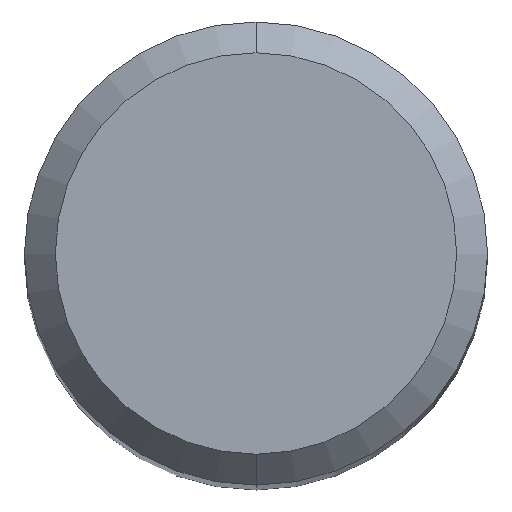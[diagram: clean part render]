
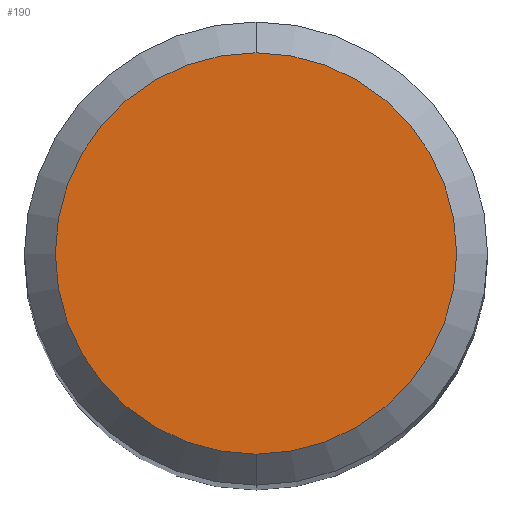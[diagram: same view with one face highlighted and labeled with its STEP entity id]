
A CAD part, top view. The second image highlights one B-rep face of the part: STEP entity #190.
In plain terms, the highlighted planar face has unit normal (0, 0, 1).
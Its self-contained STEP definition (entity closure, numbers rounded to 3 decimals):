
#114=VERTEX_POINT('',#281);
#180=VERTEX_POINT('',#356);
#190=ADVANCED_FACE('',(#366),#367,.T.);
#194=EDGE_CURVE('',#180,#114,#371,.T.);
#202=EDGE_CURVE('',#114,#180,#381,.T.);
#281=CARTESIAN_POINT('',(0.0,2.6,0.0));
#356=CARTESIAN_POINT('',(0.,-2.6,0.0));
#366=FACE_OUTER_BOUND('',#567,.T.);
#367=PLANE('',#568);
#371=CIRCLE('',#573,2.6);
#381=CIRCLE('',#585,2.6);
#567=EDGE_LOOP('',(#777,#778));
#568=AXIS2_PLACEMENT_3D('',#779,#780,#781);
#573=AXIS2_PLACEMENT_3D('',#782,#783,#784);
#585=AXIS2_PLACEMENT_3D('',#801,#802,#803);
#777=ORIENTED_EDGE('',*,*,#202,.F.);
#778=ORIENTED_EDGE('',*,*,#194,.F.);
#779=CARTESIAN_POINT('',(0.0,1.3,0.0));
#780=DIRECTION('',(-0.0,0.0,1.0));
#781=DIRECTION('',(0.0,-1.0,0.0));
#782=CARTESIAN_POINT('',(0.0,0.0,0.0));
#783=DIRECTION('',(0.0,0.0,-1.0));
#784=DIRECTION('',(0.0,1.0,0.0));
#801=CARTESIAN_POINT('',(0.0,0.0,0.0));
#802=DIRECTION('',(0.0,0.0,-1.0));
#803=DIRECTION('',(0.0,1.0,0.0));
